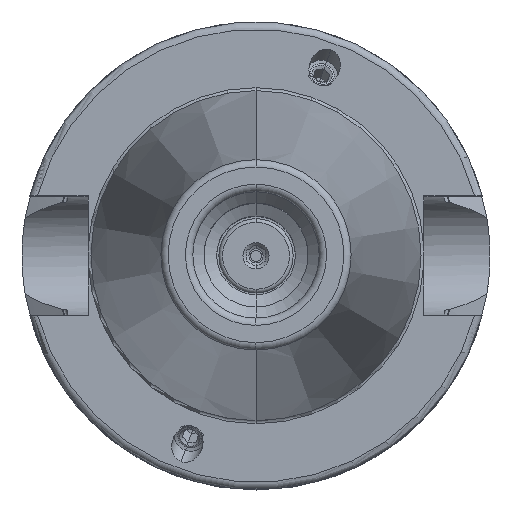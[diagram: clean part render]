
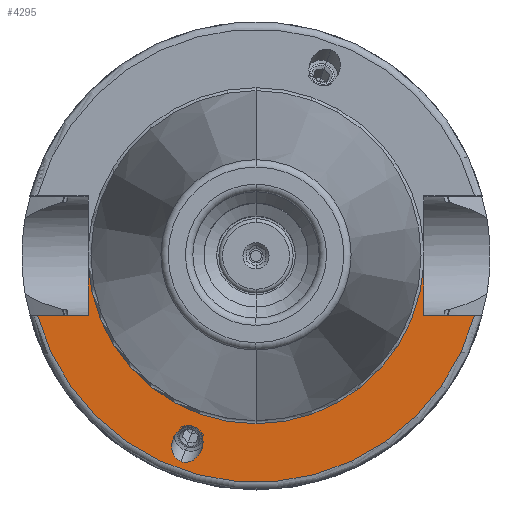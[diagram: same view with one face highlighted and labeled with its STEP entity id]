
A CAD part, top view. The second image highlights one B-rep face of the part: STEP entity #4295.
In plain terms, the highlighted planar face has unit normal (0, 0, 1).
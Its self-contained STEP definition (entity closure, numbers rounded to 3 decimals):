
#362=CARTESIAN_POINT('',(0,0,25));
#363=DIRECTION('',(0,0,-1));
#364=DIRECTION('',(0.999,-0.047,0));
#365=AXIS2_PLACEMENT_3D('',#362,#363,#364);
#681=DIRECTION('',(1,0,0));
#682=VECTOR('',#681,6.818);
#683=CARTESIAN_POINT('',(-29.418,-8.05,25));
#684=LINE('',#683,#682);
#685=DIRECTION('',(0,1,0));
#686=VECTOR('',#685,6.987);
#687=CARTESIAN_POINT('',(-22.6,-8.05,25));
#688=LINE('',#687,#686);
#689=DIRECTION('',(0,-1,0));
#690=VECTOR('',#689,6.987);
#691=CARTESIAN_POINT('',(22.6,-1.063,25));
#692=LINE('',#691,#690);
#693=DIRECTION('',(-1,0,0));
#694=VECTOR('',#693,6.818);
#695=CARTESIAN_POINT('',(29.418,-8.05,25));
#696=LINE('',#695,#694);
#741=CARTESIAN_POINT('',(-8.379,-23.02,25));
#742=CARTESIAN_POINT('',(-8.606,-22.937,25));
#743=CARTESIAN_POINT('',(-9.133,-22.859,25));
#744=CARTESIAN_POINT('',(-10.014,-23.149,25));
#745=CARTESIAN_POINT('',(-10.635,-23.711,25));
#746=CARTESIAN_POINT('',(-10.986,-24.253,25));
#747=CARTESIAN_POINT('',(-11.171,-24.667,25));
#748=CARTESIAN_POINT('',(-11.295,-25.103,25));
#749=CARTESIAN_POINT('',(-11.375,-25.744,25));
#750=CARTESIAN_POINT('',(-11.261,-26.573,25));
#751=CARTESIAN_POINT('',(-10.771,-27.362,25));
#752=CARTESIAN_POINT('',(-10.318,-27.641,25));
#753=CARTESIAN_POINT('',(-10.09,-27.723,25));
#755=CARTESIAN_POINT('',(-10.09,-27.723,25));
#756=CARTESIAN_POINT('',(-9.863,-27.806,25));
#757=CARTESIAN_POINT('',(-9.337,-27.884,25));
#758=CARTESIAN_POINT('',(-8.455,-27.594,25));
#759=CARTESIAN_POINT('',(-7.834,-27.033,25));
#760=CARTESIAN_POINT('',(-7.483,-26.49,25));
#761=CARTESIAN_POINT('',(-7.298,-26.077,25));
#762=CARTESIAN_POINT('',(-7.174,-25.641,25));
#763=CARTESIAN_POINT('',(-7.094,-25.,25));
#764=CARTESIAN_POINT('',(-7.208,-24.17,25));
#765=CARTESIAN_POINT('',(-7.698,-23.381,25));
#766=CARTESIAN_POINT('',(-8.152,-23.103,25));
#767=CARTESIAN_POINT('',(-8.379,-23.02,25));
#790=CARTESIAN_POINT('',(0,0,25));
#791=DIRECTION('',(0,0,1));
#792=DIRECTION('',(-0.999,-0.047,0));
#793=AXIS2_PLACEMENT_3D('',#790,#791,#792);
#812=CARTESIAN_POINT('',(0,0,25));
#813=DIRECTION('',(0,0,1));
#814=DIRECTION('',(-0.965,-0.264,0));
#815=AXIS2_PLACEMENT_3D('',#812,#813,#814);
#2937=CARTESIAN_POINT('',(-29.418,-8.05,25));
#2938=CARTESIAN_POINT('',(-22.6,-8.05,25));
#2939=VERTEX_POINT('',#2937);
#2940=VERTEX_POINT('',#2938);
#2941=CARTESIAN_POINT('',(-22.6,-1.063,25));
#2942=VERTEX_POINT('',#2941);
#2953=CARTESIAN_POINT('',(22.6,-1.063,25));
#2954=CARTESIAN_POINT('',(22.6,-8.05,25));
#2955=VERTEX_POINT('',#2953);
#2956=VERTEX_POINT('',#2954);
#2957=CARTESIAN_POINT('',(29.418,-8.05,25));
#2958=VERTEX_POINT('',#2957);
#3013=CARTESIAN_POINT('',(0,-22.625,25));
#3015=VERTEX_POINT('',#3013);
#3342=CARTESIAN_POINT('',(-8.379,-23.02,25));
#3344=VERTEX_POINT('',#3342);
#3350=CARTESIAN_POINT('',(-10.09,-27.723,25));
#3351=VERTEX_POINT('',#3350);
#4273=CARTESIAN_POINT('',(0,0,25));
#4274=DIRECTION('',(0,0,-1));
#4275=DIRECTION('',(0,-1,0));
#4276=AXIS2_PLACEMENT_3D('',#4273,#4274,#4275);
#4277=PLANE('',#4276);
#4278=ORIENTED_EDGE('',*,*,#4258,.T.);
#4279=ORIENTED_EDGE('',*,*,#4193,.T.);
#4281=ORIENTED_EDGE('',*,*,#4280,.T.);
#4282=ORIENTED_EDGE('',*,*,#3929,.F.);
#4283=ORIENTED_EDGE('',*,*,#3950,.T.);
#4284=ORIENTED_EDGE('',*,*,#4009,.F.);
#4286=ORIENTED_EDGE('',*,*,#4285,.F.);
#4287=EDGE_LOOP('',(#4278,#4279,#4281,#4282,#4283,#4284,#4286));
#4288=FACE_OUTER_BOUND('',#4287,.F.);
#4290=ORIENTED_EDGE('',*,*,#4289,.T.);
#4292=ORIENTED_EDGE('',*,*,#4291,.T.);
#4293=EDGE_LOOP('',(#4290,#4292));
#4294=FACE_BOUND('',#4293,.F.);
#4295=ADVANCED_FACE('',(#4288,#4294),#4277,.F.);
#366=CIRCLE('',#365,22.625);
#754=B_SPLINE_CURVE_WITH_KNOTS('',3,(#741,#742,#743,#744,#745,#746,#747,#748,
#749,#750,#751,#752,#753),.UNSPECIFIED.,.F.,.F.,(4,1,1,1,1,1,1,1,1,1,4),(0,
0.125,0.25,0.375,0.438,0.5,0.563,0.625,0.75,0.875,1),
.UNSPECIFIED.);
#768=B_SPLINE_CURVE_WITH_KNOTS('',3,(#755,#756,#757,#758,#759,#760,#761,#762,
#763,#764,#765,#766,#767),.UNSPECIFIED.,.F.,.F.,(4,1,1,1,1,1,1,1,1,1,4),(0,
0.125,0.25,0.375,0.438,0.5,0.563,0.625,0.75,0.875,1),
.UNSPECIFIED.);
#794=CIRCLE('',#793,22.625);
#816=CIRCLE('',#815,30.5);
#3929=EDGE_CURVE('',#2955,#3015,#366,.T.);
#3950=EDGE_CURVE('',#2955,#2956,#692,.T.);
#4009=EDGE_CURVE('',#2958,#2956,#696,.T.);
#4193=EDGE_CURVE('',#2940,#2942,#688,.T.);
#4258=EDGE_CURVE('',#2939,#2940,#684,.T.);
#4280=EDGE_CURVE('',#2942,#3015,#794,.T.);
#4285=EDGE_CURVE('',#2939,#2958,#816,.T.);
#4289=EDGE_CURVE('',#3344,#3351,#754,.T.);
#4291=EDGE_CURVE('',#3351,#3344,#768,.T.);
